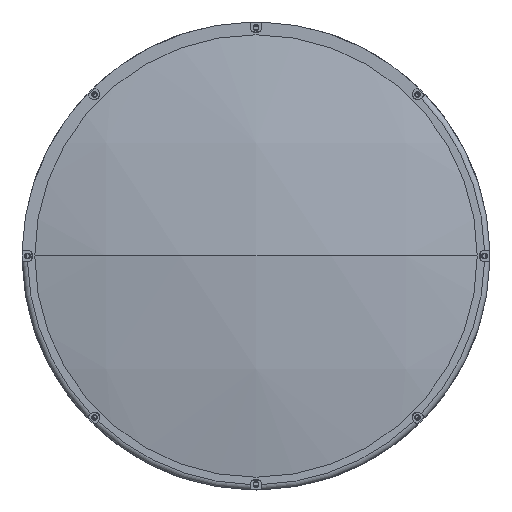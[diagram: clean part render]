
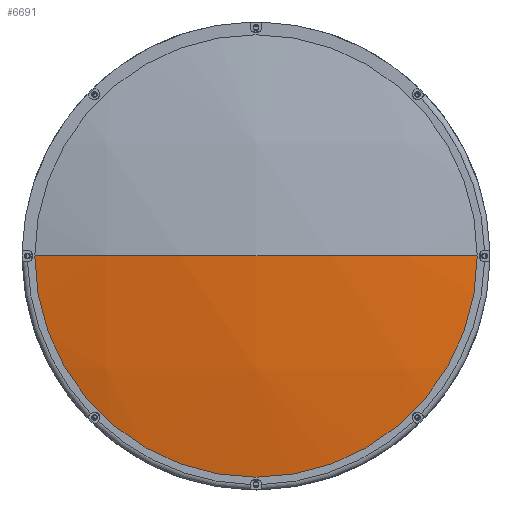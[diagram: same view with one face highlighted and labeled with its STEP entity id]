
A CAD part, left-side view. The second image highlights one B-rep face of the part: STEP entity #6691.
In plain terms, the highlighted spherical face has radius 606 mm.
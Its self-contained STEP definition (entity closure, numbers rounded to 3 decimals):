
#329 = AXIS2_PLACEMENT_3D ( 'NONE', #5397, #1112, #6100 ) ;
#352 = CIRCLE ( 'NONE', #1067, 606. ) ;
#1067 = AXIS2_PLACEMENT_3D ( 'NONE', #3749, #8717, #4476 ) ;
#1112 = DIRECTION ( 'NONE',  ( 0., 0., -1. ) ) ;
#1191 = AXIS2_PLACEMENT_3D ( 'NONE', #6909, #2655, #7626 ) ;
#1265 = ORIENTED_EDGE ( 'NONE', *, *, #5301, .T. ) ;
#1412 = ORIENTED_EDGE ( 'NONE', *, *, #2636, .F. ) ;
#1589 = EDGE_LOOP ( 'NONE', ( #1792, #1265, #1412 ) ) ;
#1598 = CIRCLE ( 'NONE', #329, 606. ) ;
#1792 = ORIENTED_EDGE ( 'NONE', *, *, #6192, .T. ) ;
#2088 = FACE_OUTER_BOUND ( 'NONE', #1589, .T. ) ;
#2636 = EDGE_CURVE ( 'NONE', #8846, #4383, #352, .T. ) ;
#2655 = DIRECTION ( 'NONE',  ( -1., 0., 0. ) ) ;
#3247 = CIRCLE ( 'NONE', #1191, 124.9 ) ;
#3749 = CARTESIAN_POINT ( 'NONE',  ( -253.95, 0., 0. ) ) ;
#3873 = DIRECTION ( 'NONE',  ( 0., 1., 0. ) ) ;
#4008 = AXIS2_PLACEMENT_3D ( 'NONE', #8793, #8100, #3873 ) ;
#4383 = VERTEX_POINT ( 'NONE', #6195 ) ;
#4476 = DIRECTION ( 'NONE',  ( 0., -1., 0. ) ) ;
#5301 = EDGE_CURVE ( 'NONE', #9139, #4383, #1598, .T. ) ;
#5397 = CARTESIAN_POINT ( 'NONE',  ( -253.95, 0., 0. ) ) ;
#6100 = DIRECTION ( 'NONE',  ( 0., 1., 0. ) ) ;
#6192 = EDGE_CURVE ( 'NONE', #8846, #9139, #3247, .T. ) ;
#6195 = CARTESIAN_POINT ( 'NONE',  ( -859.95, 0., 0. ) ) ;
#6691 = ADVANCED_FACE ( 'NONE', ( #2088 ), #8779, .T. ) ;
#6791 = CARTESIAN_POINT ( 'NONE',  ( -846.939, -124.9, 0. ) ) ;
#6909 = CARTESIAN_POINT ( 'NONE',  ( -846.939, 0., 0. ) ) ;
#7626 = DIRECTION ( 'NONE',  ( 0., 0., 1. ) ) ;
#8100 = DIRECTION ( 'NONE',  ( 0., 0., -1. ) ) ;
#8717 = DIRECTION ( 'NONE',  ( 0., 0., 1. ) ) ;
#8779 = SPHERICAL_SURFACE ( 'NONE', #4008, 606. ) ;
#8793 = CARTESIAN_POINT ( 'NONE',  ( -253.95, 0., 0. ) ) ;
#8846 = VERTEX_POINT ( 'NONE', #8965 ) ;
#8965 = CARTESIAN_POINT ( 'NONE',  ( -846.939, 124.9, 0. ) ) ;
#9139 = VERTEX_POINT ( 'NONE', #6791 ) ;
